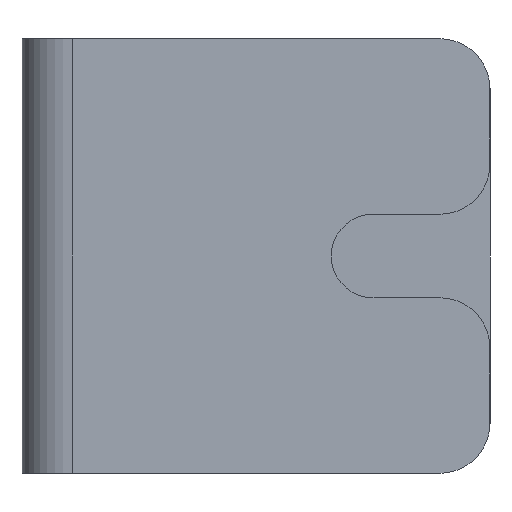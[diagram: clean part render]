
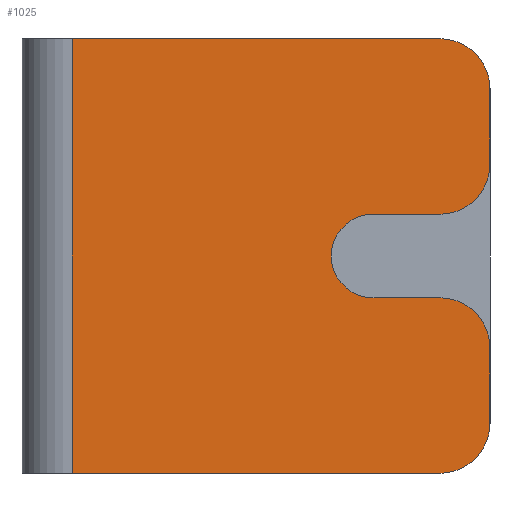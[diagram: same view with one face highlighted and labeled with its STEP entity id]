
A CAD part, front view. The second image highlights one B-rep face of the part: STEP entity #1025.
In plain terms, the highlighted planar face has unit normal (0, -1, 0).
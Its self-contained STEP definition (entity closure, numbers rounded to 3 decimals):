
#10 = ORIENTED_EDGE ( 'NONE', *, *, #283, .T. ) ;
#44 = CIRCLE ( 'NONE', #918, 3. ) ;
#90 = DIRECTION ( 'NONE',  ( 0., -1., 0. ) ) ;
#96 = VERTEX_POINT ( 'NONE', #510 ) ;
#102 = CARTESIAN_POINT ( 'NONE',  ( 23., -2.408, 10.4 ) ) ;
#110 = ORIENTED_EDGE ( 'NONE', *, *, #325, .T. ) ;
#120 = DIRECTION ( 'NONE',  ( -1., 0., 0. ) ) ;
#122 = EDGE_CURVE ( 'NONE', #476, #760, #893, .T. ) ;
#127 = CARTESIAN_POINT ( 'NONE',  ( 0., -2.408, 0. ) ) ;
#152 = CARTESIAN_POINT ( 'NONE',  ( 26., -2.408, 7.4 ) ) ;
#164 = VERTEX_POINT ( 'NONE', #673 ) ;
#174 = LINE ( 'NONE', #336, #958 ) ;
#186 = VECTOR ( 'NONE', #1011, 1000. ) ;
#190 = DIRECTION ( 'NONE',  ( 1., 0., 0. ) ) ;
#200 = VECTOR ( 'NONE', #964, 1000. ) ;
#218 = PLANE ( 'NONE',  #254 ) ;
#228 = AXIS2_PLACEMENT_3D ( 'NONE', #230, #648, #726 ) ;
#230 = CARTESIAN_POINT ( 'NONE',  ( 19., -2.408, -2.6 ) ) ;
#254 = AXIS2_PLACEMENT_3D ( 'NONE', #127, #883, #892 ) ;
#260 = CARTESIAN_POINT ( 'NONE',  ( 19., -2.408, -5.1 ) ) ;
#269 = AXIS2_PLACEMENT_3D ( 'NONE', #503, #90, #340 ) ;
#275 = EDGE_CURVE ( 'NONE', #164, #312, #44, .T. ) ;
#279 = LINE ( 'NONE', #876, #200 ) ;
#283 = EDGE_CURVE ( 'NONE', #642, #490, #756, .T. ) ;
#295 = CIRCLE ( 'NONE', #978, 3. ) ;
#300 = ORIENTED_EDGE ( 'NONE', *, *, #775, .F. ) ;
#309 = CARTESIAN_POINT ( 'NONE',  ( 19., -2.408, -5.1 ) ) ;
#312 = VERTEX_POINT ( 'NONE', #965 ) ;
#324 = LINE ( 'NONE', #875, #822 ) ;
#325 = EDGE_CURVE ( 'NONE', #539, #763, #295, .T. ) ;
#331 = ORIENTED_EDGE ( 'NONE', *, *, #495, .T. ) ;
#336 = CARTESIAN_POINT ( 'NONE',  ( 19., -2.408, -0.1 ) ) ;
#340 = DIRECTION ( 'NONE',  ( -1., 0., 0. ) ) ;
#343 = EDGE_CURVE ( 'NONE', #763, #96, #624, .T. ) ;
#350 = DIRECTION ( 'NONE',  ( -1., 0., 0. ) ) ;
#394 = ORIENTED_EDGE ( 'NONE', *, *, #122, .T. ) ;
#401 = DIRECTION ( 'NONE',  ( 0., 0., 1. ) ) ;
#404 = EDGE_CURVE ( 'NONE', #1038, #96, #324, .T. ) ;
#406 = LINE ( 'NONE', #742, #186 ) ;
#433 = ORIENTED_EDGE ( 'NONE', *, *, #343, .T. ) ;
#436 = VERTEX_POINT ( 'NONE', #905 ) ;
#442 = ORIENTED_EDGE ( 'NONE', *, *, #275, .T. ) ;
#444 = EDGE_CURVE ( 'NONE', #436, #553, #771, .T. ) ;
#476 = VERTEX_POINT ( 'NONE', #816 ) ;
#490 = VERTEX_POINT ( 'NONE', #977 ) ;
#495 = EDGE_CURVE ( 'NONE', #490, #476, #525, .T. ) ;
#503 = CARTESIAN_POINT ( 'NONE',  ( 23., -2.408, -8.1 ) ) ;
#510 = CARTESIAN_POINT ( 'NONE',  ( 1., -2.408, 10.4 ) ) ;
#511 = FACE_OUTER_BOUND ( 'NONE', #832, .T. ) ;
#525 = LINE ( 'NONE', #640, #1015 ) ;
#539 = VERTEX_POINT ( 'NONE', #152 ) ;
#553 = VERTEX_POINT ( 'NONE', #309 ) ;
#574 = DIRECTION ( 'NONE',  ( -1., 0., 0. ) ) ;
#580 = ORIENTED_EDGE ( 'NONE', *, *, #1082, .T. ) ;
#587 = VECTOR ( 'NONE', #120, 1000. ) ;
#595 = CARTESIAN_POINT ( 'NONE',  ( 23., -2.408, -5.1 ) ) ;
#615 = DIRECTION ( 'NONE',  ( -1., 0., 0. ) ) ;
#620 = CARTESIAN_POINT ( 'NONE',  ( 0., -2.408, 10.4 ) ) ;
#624 = LINE ( 'NONE', #620, #587 ) ;
#625 = EDGE_CURVE ( 'NONE', #164, #436, #174, .T. ) ;
#627 = DIRECTION ( 'NONE',  ( 0., -1., 0. ) ) ;
#638 = LINE ( 'NONE', #260, #730 ) ;
#640 = CARTESIAN_POINT ( 'NONE',  ( 26., -2.408, 10.4 ) ) ;
#642 = VERTEX_POINT ( 'NONE', #1086 ) ;
#648 = DIRECTION ( 'NONE',  ( 0., -1., 0. ) ) ;
#673 = CARTESIAN_POINT ( 'NONE',  ( 23., -2.408, -0.1 ) ) ;
#682 = EDGE_CURVE ( 'NONE', #1038, #642, #406, .T. ) ;
#688 = CARTESIAN_POINT ( 'NONE',  ( 23., -2.408, -12.6 ) ) ;
#726 = DIRECTION ( 'NONE',  ( 1., 0., 0. ) ) ;
#730 = VECTOR ( 'NONE', #190, 1000. ) ;
#742 = CARTESIAN_POINT ( 'NONE',  ( 26., -2.408, -15.6 ) ) ;
#756 = CIRCLE ( 'NONE', #1074, 3. ) ;
#760 = VERTEX_POINT ( 'NONE', #595 ) ;
#763 = VERTEX_POINT ( 'NONE', #102 ) ;
#771 = CIRCLE ( 'NONE', #228, 2.5 ) ;
#775 = EDGE_CURVE ( 'NONE', #553, #760, #638, .T. ) ;
#777 = ORIENTED_EDGE ( 'NONE', *, *, #404, .F. ) ;
#816 = CARTESIAN_POINT ( 'NONE',  ( 26., -2.408, -8.1 ) ) ;
#822 = VECTOR ( 'NONE', #962, 1000. ) ;
#832 = EDGE_LOOP ( 'NONE', ( #937, #10, #331, #394, #300, #886, #941, #442, #580, #110, #433, #777 ) ) ;
#854 = CARTESIAN_POINT ( 'NONE',  ( 23., -2.408, 2.9 ) ) ;
#875 = CARTESIAN_POINT ( 'NONE',  ( 1., -2.408, 0. ) ) ;
#876 = CARTESIAN_POINT ( 'NONE',  ( 26., -2.408, 10.4 ) ) ;
#883 = DIRECTION ( 'NONE',  ( 0., 1., 0. ) ) ;
#886 = ORIENTED_EDGE ( 'NONE', *, *, #444, .F. ) ;
#892 = DIRECTION ( 'NONE',  ( -1., 0., 0. ) ) ;
#893 = CIRCLE ( 'NONE', #269, 3. ) ;
#905 = CARTESIAN_POINT ( 'NONE',  ( 19., -2.408, -0.1 ) ) ;
#918 = AXIS2_PLACEMENT_3D ( 'NONE', #854, #945, #350 ) ;
#937 = ORIENTED_EDGE ( 'NONE', *, *, #682, .T. ) ;
#941 = ORIENTED_EDGE ( 'NONE', *, *, #625, .F. ) ;
#945 = DIRECTION ( 'NONE',  ( 0., -1., 0. ) ) ;
#956 = DIRECTION ( 'NONE',  ( -1., 0., 0. ) ) ;
#958 = VECTOR ( 'NONE', #574, 1000. ) ;
#962 = DIRECTION ( 'NONE',  ( 0., 0., 1. ) ) ;
#964 = DIRECTION ( 'NONE',  ( 0., 0., 1. ) ) ;
#965 = CARTESIAN_POINT ( 'NONE',  ( 26., -2.408, 2.9 ) ) ;
#967 = CARTESIAN_POINT ( 'NONE',  ( 1., -2.408, -15.6 ) ) ;
#977 = CARTESIAN_POINT ( 'NONE',  ( 26., -2.408, -12.6 ) ) ;
#978 = AXIS2_PLACEMENT_3D ( 'NONE', #1055, #627, #956 ) ;
#1011 = DIRECTION ( 'NONE',  ( 1., 0., 0. ) ) ;
#1015 = VECTOR ( 'NONE', #401, 1000. ) ;
#1025 = ADVANCED_FACE ( 'NONE', ( #511 ), #218, .F. ) ;
#1033 = DIRECTION ( 'NONE',  ( 0., -1., 0. ) ) ;
#1038 = VERTEX_POINT ( 'NONE', #967 ) ;
#1055 = CARTESIAN_POINT ( 'NONE',  ( 23., -2.408, 7.4 ) ) ;
#1074 = AXIS2_PLACEMENT_3D ( 'NONE', #688, #1033, #615 ) ;
#1082 = EDGE_CURVE ( 'NONE', #312, #539, #279, .T. ) ;
#1086 = CARTESIAN_POINT ( 'NONE',  ( 23., -2.408, -15.6 ) ) ;
